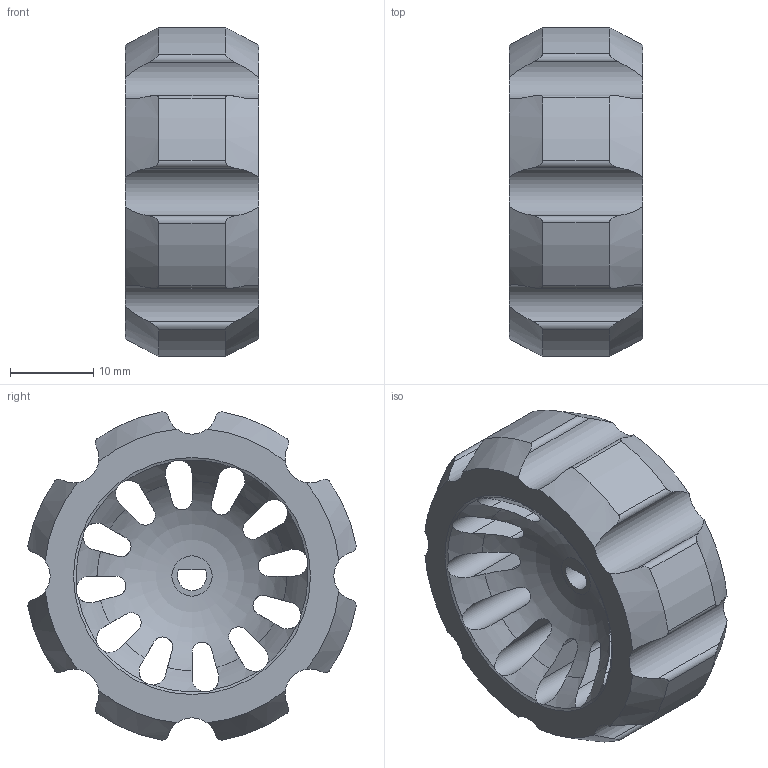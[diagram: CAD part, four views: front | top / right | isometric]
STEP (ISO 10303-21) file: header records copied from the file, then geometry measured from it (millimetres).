
FILE_DESCRIPTION(('STEP AP242'), '1');
FILE_NAME('殲齕-D40x16-GA12-V2', '', ('UNSPECIFIED'), ('UNSPECIFIED'), 'C3D Converter', 'C3D Toolkit', '');
FILE_SCHEMA(('AP242_MANAGED_MODEL_BASED_3D_ENGINEERING_MIM_LF { 1 0 10303 442 1 1 4 }'));
Length unit declared in the file: millimetre
Bounding box: 16 x 39.32 x 39.32 mm (x, y, z)
Volume: 12362.9 mm3; surface area: 6335.5 mm2
Topology: 1 solids, 1 shells, 119 faces, 379 edges, 251 vertices
Faces by surface type: cylinder 57, cone 31, plane 30, torus 1
Entity records: 8660 total; most frequent: CARTESIAN_POINT 5330, ORIENTED_EDGE 754, DIRECTION 632, EDGE_CURVE 377, VERTEX_POINT 251, AXIS2_PLACEMENT_3D 247, LINE 138, VECTOR 138
